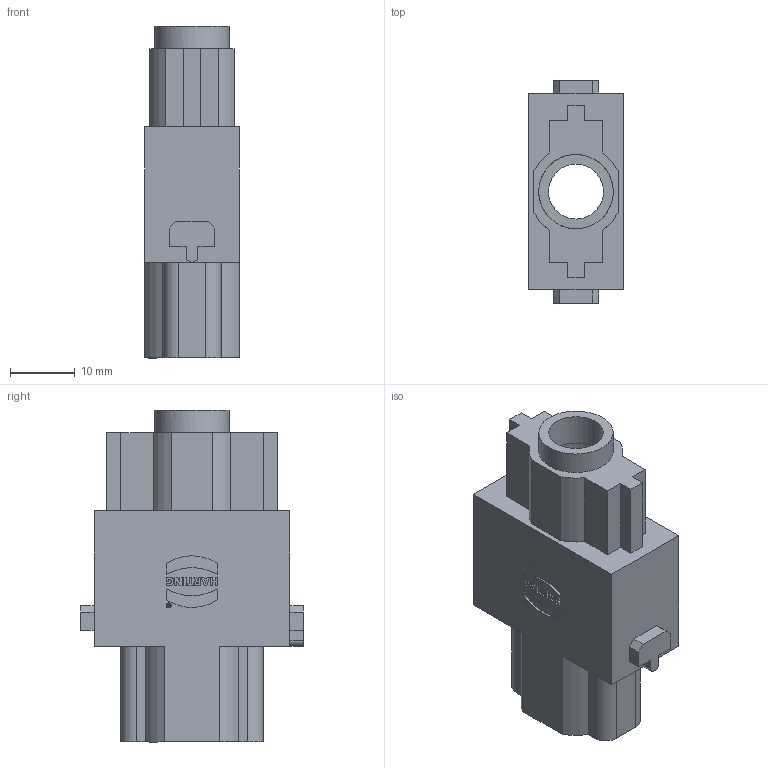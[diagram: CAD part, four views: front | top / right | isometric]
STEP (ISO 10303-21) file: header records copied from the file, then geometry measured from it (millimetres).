
FILE_DESCRIPTION(/* description */ (''),/* implementation_level */ '2;1');
FILE_NAME(/* name */ '100209790ugm000_b.stp',/* time_stamp */ '2019-10-31T14:09:01+01:00',/* author */ (''),/* organization */ (''),/* preprocessor_version */ 'ST-DEVELOPER v16.7',/* originating_system */ 'SIEMENS PLM Software NX 12.0',/* authorisation */ '');
FILE_SCHEMA (('AUTOMOTIVE_DESIGN { 1 0 10303 214 3 1 1 1 }'));
Length unit declared in the file: millimetre
Products named in the file (1): 100209790ugm000_b
Bounding box: 14.65 x 34.4 x 51.35 mm (x, y, z)
Volume: 10324.5 mm3; surface area: 6713.9 mm2
Topology: 1 solids, 1 shells, 189 faces, 500 edges, 335 vertices
Faces by surface type: plane 152, cylinder 24, bspline 9, cone 4
Full cylindrical faces by diameter (mm): 0.603 x1, 0.789 x1, 8.5 x1, 11.5 x2, 13.2 x1
Entity records: 7355 total; most frequent: CARTESIAN_POINT 1335, ORIENTED_EDGE 986, DIRECTION 889, EDGE_CURVE 493, LINE 405, VECTOR 405, VERTEX_POINT 334, AXIS2_PLACEMENT_3D 242
